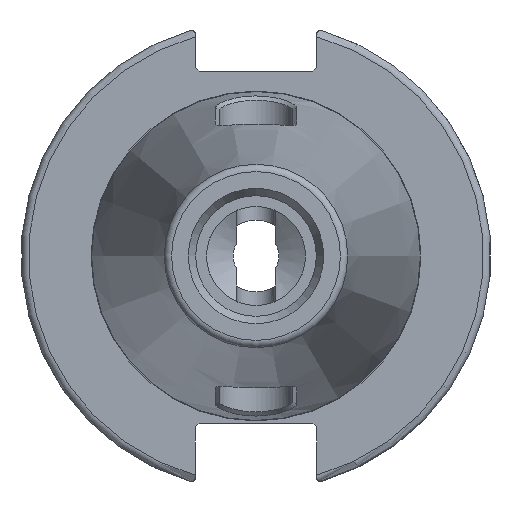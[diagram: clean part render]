
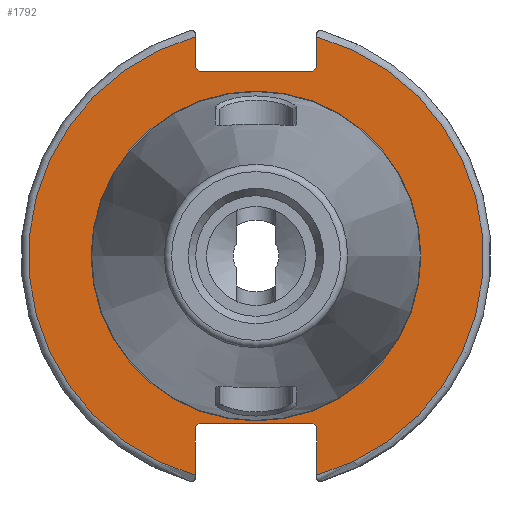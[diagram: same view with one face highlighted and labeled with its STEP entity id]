
A CAD part, left-side view. The second image highlights one B-rep face of the part: STEP entity #1792.
In plain terms, the highlighted planar face has unit normal (-1, 0, 0).
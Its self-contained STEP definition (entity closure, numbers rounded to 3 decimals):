
#191=LINE('',#3463,#316);
#192=LINE('',#3465,#317);
#193=LINE('',#3467,#318);
#194=LINE('',#3469,#319);
#195=LINE('',#3471,#320);
#196=LINE('',#3475,#321);
#197=LINE('',#3477,#322);
#198=LINE('',#3479,#323);
#199=LINE('',#3481,#324);
#200=LINE('',#3482,#325);
#316=VECTOR('',#2257,10.);
#317=VECTOR('',#2258,10.);
#318=VECTOR('',#2259,10.);
#319=VECTOR('',#2260,10.);
#320=VECTOR('',#2261,10.);
#321=VECTOR('',#2264,10.);
#322=VECTOR('',#2265,10.);
#323=VECTOR('',#2266,10.);
#324=VECTOR('',#2267,10.);
#325=VECTOR('',#2268,10.);
#396=FACE_BOUND('',#602,.T.);
#414=PLANE('',#1946);
#494=FACE_OUTER_BOUND('',#601,.T.);
#601=EDGE_LOOP('',(#1471,#1472,#1473,#1474,#1475,#1476,#1477,#1478,#1479,
#1480,#1481,#1482));
#602=EDGE_LOOP('',(#1483));
#696=CIRCLE('',#1944,22.3);
#698=CIRCLE('',#1947,30.75);
#699=CIRCLE('',#1948,30.75);
#824=VERTEX_POINT('',#3454);
#825=VERTEX_POINT('',#3459);
#826=VERTEX_POINT('',#3460);
#827=VERTEX_POINT('',#3462);
#828=VERTEX_POINT('',#3464);
#829=VERTEX_POINT('',#3466);
#830=VERTEX_POINT('',#3468);
#831=VERTEX_POINT('',#3470);
#832=VERTEX_POINT('',#3472);
#833=VERTEX_POINT('',#3474);
#834=VERTEX_POINT('',#3476);
#835=VERTEX_POINT('',#3478);
#836=VERTEX_POINT('',#3480);
#1054=EDGE_CURVE('',#824,#824,#696,.T.);
#1056=EDGE_CURVE('',#825,#826,#698,.T.);
#1057=EDGE_CURVE('',#825,#827,#191,.T.);
#1058=EDGE_CURVE('',#828,#827,#192,.T.);
#1059=EDGE_CURVE('',#828,#829,#193,.T.);
#1060=EDGE_CURVE('',#830,#829,#194,.T.);
#1061=EDGE_CURVE('',#830,#831,#195,.T.);
#1062=EDGE_CURVE('',#832,#831,#699,.T.);
#1063=EDGE_CURVE('',#832,#833,#196,.T.);
#1064=EDGE_CURVE('',#834,#833,#197,.T.);
#1065=EDGE_CURVE('',#834,#835,#198,.T.);
#1066=EDGE_CURVE('',#836,#835,#199,.T.);
#1067=EDGE_CURVE('',#836,#826,#200,.T.);
#1471=ORIENTED_EDGE('',*,*,#1056,.F.);
#1472=ORIENTED_EDGE('',*,*,#1057,.T.);
#1473=ORIENTED_EDGE('',*,*,#1058,.F.);
#1474=ORIENTED_EDGE('',*,*,#1059,.T.);
#1475=ORIENTED_EDGE('',*,*,#1060,.F.);
#1476=ORIENTED_EDGE('',*,*,#1061,.T.);
#1477=ORIENTED_EDGE('',*,*,#1062,.F.);
#1478=ORIENTED_EDGE('',*,*,#1063,.T.);
#1479=ORIENTED_EDGE('',*,*,#1064,.F.);
#1480=ORIENTED_EDGE('',*,*,#1065,.T.);
#1481=ORIENTED_EDGE('',*,*,#1066,.F.);
#1482=ORIENTED_EDGE('',*,*,#1067,.T.);
#1483=ORIENTED_EDGE('',*,*,#1054,.F.);
#1792=ADVANCED_FACE('',(#494,#396),#414,.T.);
#1944=AXIS2_PLACEMENT_3D('',#3456,#2249,#2250);
#1946=AXIS2_PLACEMENT_3D('',#3458,#2253,#2254);
#1947=AXIS2_PLACEMENT_3D('',#3461,#2255,#2256);
#1948=AXIS2_PLACEMENT_3D('',#3473,#2262,#2263);
#2249=DIRECTION('center_axis',(-1.,0.,0.));
#2250=DIRECTION('ref_axis',(0.,-1.,0.));
#2253=DIRECTION('center_axis',(-1.,0.,0.));
#2254=DIRECTION('ref_axis',(0.,0.,1.));
#2255=DIRECTION('center_axis',(1.,0.,0.));
#2256=DIRECTION('ref_axis',(0.,-1.,0.));
#2257=DIRECTION('',(0.,0.,-1.));
#2258=DIRECTION('',(0.,-0.707,0.707));
#2259=DIRECTION('',(0.,1.,0.));
#2260=DIRECTION('',(0.,-0.707,-0.707));
#2261=DIRECTION('',(0.,0.,1.));
#2262=DIRECTION('center_axis',(1.,0.,0.));
#2263=DIRECTION('ref_axis',(0.,1.,0.));
#2264=DIRECTION('',(0.,0.,1.));
#2265=DIRECTION('',(0.,0.707,-0.707));
#2266=DIRECTION('',(0.,-1.,0.));
#2267=DIRECTION('',(0.,0.707,0.707));
#2268=DIRECTION('',(0.,0.,-1.));
#3454=CARTESIAN_POINT('',(3.175,0.,22.3));
#3456=CARTESIAN_POINT('Origin',(3.175,0.,0.));
#3458=CARTESIAN_POINT('Origin',(3.175,31.75,0.));
#3459=CARTESIAN_POINT('',(3.175,-8.19,29.639));
#3460=CARTESIAN_POINT('',(3.175,-8.19,-29.639));
#3461=CARTESIAN_POINT('Origin',(3.175,0.,0.));
#3462=CARTESIAN_POINT('',(3.175,-8.19,25.5));
#3463=CARTESIAN_POINT('',(3.175,-8.19,12.5));
#3464=CARTESIAN_POINT('',(3.175,-7.69,25.));
#3465=CARTESIAN_POINT('',(3.175,8.295,9.015));
#3466=CARTESIAN_POINT('',(3.175,7.69,25.));
#3467=CARTESIAN_POINT('',(3.175,15.875,25.));
#3468=CARTESIAN_POINT('',(3.175,8.19,25.5));
#3469=CARTESIAN_POINT('',(3.175,7.58,24.89));
#3470=CARTESIAN_POINT('',(3.175,8.19,29.639));
#3471=CARTESIAN_POINT('',(3.175,8.19,12.5));
#3472=CARTESIAN_POINT('',(3.175,8.19,-29.639));
#3473=CARTESIAN_POINT('Origin',(3.175,0.,0.));
#3474=CARTESIAN_POINT('',(3.175,8.19,-23.1));
#3475=CARTESIAN_POINT('',(3.175,8.19,-11.3));
#3476=CARTESIAN_POINT('',(3.175,7.69,-22.6));
#3477=CARTESIAN_POINT('',(3.175,8.18,-23.09));
#3478=CARTESIAN_POINT('',(3.175,-7.69,-22.6));
#3479=CARTESIAN_POINT('',(3.175,15.875,-22.6));
#3480=CARTESIAN_POINT('',(3.175,-8.19,-23.1));
#3481=CARTESIAN_POINT('',(3.175,7.695,-7.215));
#3482=CARTESIAN_POINT('',(3.175,-8.19,-11.3));
